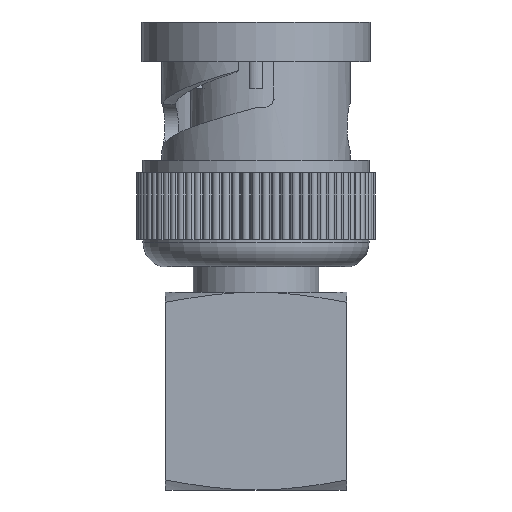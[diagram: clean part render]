
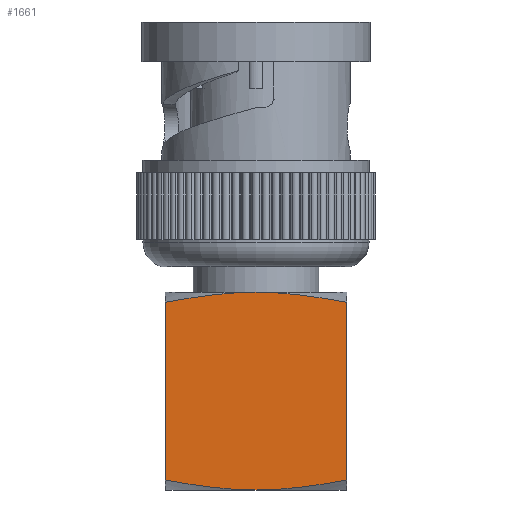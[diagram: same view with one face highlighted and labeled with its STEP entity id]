
A CAD part, front view. The second image highlights one B-rep face of the part: STEP entity #1661.
In plain terms, the highlighted planar face has unit normal (0, -1, 0).
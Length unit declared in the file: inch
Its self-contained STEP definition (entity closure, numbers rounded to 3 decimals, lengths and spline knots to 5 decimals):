
#119 = ORIENTED_EDGE ( 'NONE', *, *, #9770, .T. ) ;
#563 = CARTESIAN_POINT ( 'NONE',  ( 0.07234, -0.21654, -1.11558 ) ) ;
#733 = VERTEX_POINT ( 'NONE', #8559 ) ;
#1163 = ORIENTED_EDGE ( 'NONE', *, *, #10772, .F. ) ;
#1536 = ORIENTED_EDGE ( 'NONE', *, *, #4028, .T. ) ;
#1570 = CARTESIAN_POINT ( 'NONE',  ( 0.21654, -0.21654, -1.09408 ) ) ;
#1631 = CARTESIAN_POINT ( 'NONE',  ( 0.14486, -0.21654, -1.10687 ) ) ;
#1661 = ADVANCED_FACE ( 'NONE', ( #3508 ), #2500, .F. ) ;
#1840 = VERTEX_POINT ( 'NONE', #10274 ) ;
#2126 = AXIS2_PLACEMENT_3D ( 'NONE', #6583, #9681, #6982 ) ;
#2456 = CARTESIAN_POINT ( 'NONE',  ( 0.1808, -0.21654, -0.66293 ) ) ;
#2500 = PLANE ( 'NONE',  #2126 ) ;
#2642 = VERTEX_POINT ( 'NONE', #11217 ) ;
#2661 = B_SPLINE_CURVE_WITH_KNOTS ( 'NONE', 3,
 ( #4587, #10876, #563, #1631, #8536, #1570 ),
 .UNSPECIFIED., .F., .F.,
 ( 4, 2, 4 ),
 ( 0.01142, 0.01419, 0.01697 ),
 .UNSPECIFIED. ) ;
#3508 = FACE_OUTER_BOUND ( 'NONE', #7980, .T. ) ;
#3573 = CARTESIAN_POINT ( 'NONE',  ( -0.03622, -0.21654, -0.64567 ) ) ;
#4028 = EDGE_CURVE ( 'NONE', #1840, #733, #12033, .T. ) ;
#4116 = CARTESIAN_POINT ( 'NONE',  ( -0.18067, -0.21654, -1.10087 ) ) ;
#4156 = LINE ( 'NONE', #6220, #11740 ) ;
#4581 = CARTESIAN_POINT ( 'NONE',  ( -0.18067, -0.21654, -0.66291 ) ) ;
#4587 = CARTESIAN_POINT ( 'NONE',  ( 0., -0.21654, -1.11811 ) ) ;
#4735 = ORIENTED_EDGE ( 'NONE', *, *, #5444, .T. ) ;
#4867 = ORIENTED_EDGE ( 'NONE', *, *, #9118, .T. ) ;
#5065 = VERTEX_POINT ( 'NONE', #11036 ) ;
#5444 = EDGE_CURVE ( 'NONE', #2642, #5065, #13230, .T. ) ;
#5524 = CARTESIAN_POINT ( 'NONE',  ( 0.07234, -0.21654, -0.6482 ) ) ;
#5661 = CARTESIAN_POINT ( 'NONE',  ( 0.21654, -0.21654, -0.6697 ) ) ;
#6180 = CARTESIAN_POINT ( 'NONE',  ( -0.21654, -0.21654, -1.09408 ) ) ;
#6220 = CARTESIAN_POINT ( 'NONE',  ( -0.21654, -0.21654, -1.11811 ) ) ;
#6253 = CARTESIAN_POINT ( 'NONE',  ( -0.14457, -0.21654, -1.10691 ) ) ;
#6319 = CARTESIAN_POINT ( 'NONE',  ( 0.21654, -0.21654, -0.6697 ) ) ;
#6583 = CARTESIAN_POINT ( 'NONE',  ( 0.21654, -0.21654, -1.11811 ) ) ;
#6982 = DIRECTION ( 'NONE',  ( 0., 0., 1. ) ) ;
#7092 = DIRECTION ( 'NONE',  ( 0., 0., 1. ) ) ;
#7791 = CARTESIAN_POINT ( 'NONE',  ( -0.14457, -0.21654, -0.65687 ) ) ;
#7980 = EDGE_LOOP ( 'NONE', ( #4867, #8732, #1536, #1163, #4735, #119 ) ) ;
#8420 = CARTESIAN_POINT ( 'NONE',  ( 0.21654, -0.21654, -1.09408 ) ) ;
#8536 = CARTESIAN_POINT ( 'NONE',  ( 0.1808, -0.21654, -1.10085 ) ) ;
#8559 = CARTESIAN_POINT ( 'NONE',  ( -0.21654, -0.21654, -0.6697 ) ) ;
#8591 = B_SPLINE_CURVE_WITH_KNOTS ( 'NONE', 3,
 ( #5661, #2456, #11831, #5524, #8682, #8748 ),
 .UNSPECIFIED., .F., .F.,
 ( 4, 2, 4 ),
 ( 0.01884, 0.0216, 0.02437 ),
 .UNSPECIFIED. ) ;
#8682 = CARTESIAN_POINT ( 'NONE',  ( 0.03613, -0.21654, -0.64567 ) ) ;
#8720 = VERTEX_POINT ( 'NONE', #8420 ) ;
#8732 = ORIENTED_EDGE ( 'NONE', *, *, #8877, .T. ) ;
#8748 = CARTESIAN_POINT ( 'NONE',  ( 0., -0.21654, -0.64567 ) ) ;
#8874 = CARTESIAN_POINT ( 'NONE',  ( -0.21654, -0.21654, -0.6697 ) ) ;
#8877 = EDGE_CURVE ( 'NONE', #10039, #1840, #8591, .T. ) ;
#9118 = EDGE_CURVE ( 'NONE', #8720, #10039, #13106, .T. ) ;
#9217 = DIRECTION ( 'NONE',  ( 0., 0., 1. ) ) ;
#9343 = CARTESIAN_POINT ( 'NONE',  ( -0.03622, -0.21654, -1.11811 ) ) ;
#9681 = DIRECTION ( 'NONE',  ( 0., 1., 0. ) ) ;
#9770 = EDGE_CURVE ( 'NONE', #5065, #8720, #2661, .T. ) ;
#9902 = CARTESIAN_POINT ( 'NONE',  ( 0., -0.21654, -1.11811 ) ) ;
#10039 = VERTEX_POINT ( 'NONE', #6319 ) ;
#10225 = CARTESIAN_POINT ( 'NONE',  ( 0.21654, -0.21654, -1.11811 ) ) ;
#10274 = CARTESIAN_POINT ( 'NONE',  ( 0., -0.21654, -0.64567 ) ) ;
#10380 = VECTOR ( 'NONE', #9217, 39.37008 ) ;
#10772 = EDGE_CURVE ( 'NONE', #2642, #733, #4156, .T. ) ;
#10876 = CARTESIAN_POINT ( 'NONE',  ( 0.03613, -0.21654, -1.11811 ) ) ;
#11036 = CARTESIAN_POINT ( 'NONE',  ( 0., -0.21654, -1.11811 ) ) ;
#11217 = CARTESIAN_POINT ( 'NONE',  ( -0.21654, -0.21654, -1.09408 ) ) ;
#11271 = CARTESIAN_POINT ( 'NONE',  ( -0.07237, -0.21654, -1.11557 ) ) ;
#11740 = VECTOR ( 'NONE', #7092, 39.37008 ) ;
#11831 = CARTESIAN_POINT ( 'NONE',  ( 0.14486, -0.21654, -0.65691 ) ) ;
#12033 = B_SPLINE_CURVE_WITH_KNOTS ( 'NONE', 3,
 ( #13015, #3573, #12892, #7791, #4581, #8874 ),
 .UNSPECIFIED., .F., .F.,
 ( 4, 2, 4 ),
 ( 0.02437, 0.02715, 0.02992 ),
 .UNSPECIFIED. ) ;
#12892 = CARTESIAN_POINT ( 'NONE',  ( -0.07237, -0.21654, -0.64821 ) ) ;
#13015 = CARTESIAN_POINT ( 'NONE',  ( 0., -0.21654, -0.64567 ) ) ;
#13106 = LINE ( 'NONE', #10225, #10380 ) ;
#13230 = B_SPLINE_CURVE_WITH_KNOTS ( 'NONE', 3,
 ( #6180, #4116, #6253, #11271, #9343, #9902 ),
 .UNSPECIFIED., .F., .F.,
 ( 4, 2, 4 ),
 ( 0.00585, 0.00864, 0.01142 ),
 .UNSPECIFIED. ) ;
